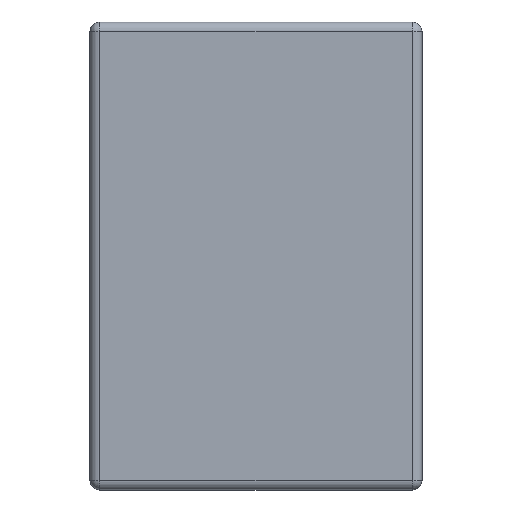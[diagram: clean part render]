
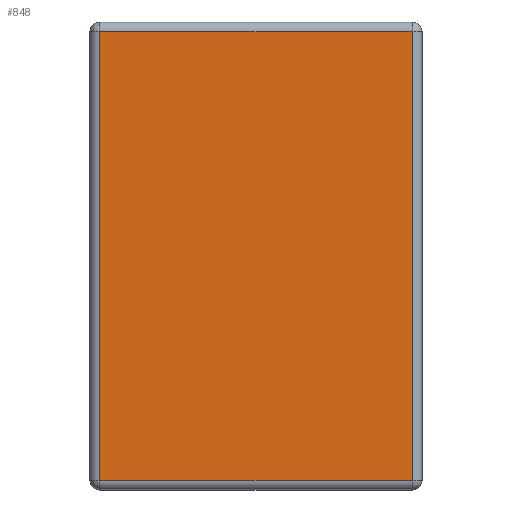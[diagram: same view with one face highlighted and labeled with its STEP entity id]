
A CAD part, left-side view. The second image highlights one B-rep face of the part: STEP entity #848.
In plain terms, the highlighted planar face has unit normal (-1, 0, 0).
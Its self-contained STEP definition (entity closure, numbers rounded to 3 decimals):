
#72 = DIRECTION ( 'NONE',  ( 0., 0., 1. ) ) ;
#121 = DIRECTION ( 'NONE',  ( 0., 0., -1. ) ) ;
#132 = DIRECTION ( 'NONE',  ( 0., 0., 1. ) ) ;
#172 = CARTESIAN_POINT ( 'NONE',  ( 0., 1.068, -1.55 ) ) ;
#523 = ORIENTED_EDGE ( 'NONE', *, *, #2032, .T. ) ;
#645 = VERTEX_POINT ( 'NONE', #4654 ) ;
#721 = CARTESIAN_POINT ( 'NONE',  ( 0., 1.1, -0.032 ) ) ;
#848 = ADVANCED_FACE ( 'NONE', ( #2885 ), #1534, .T. ) ;
#924 = VERTEX_POINT ( 'NONE', #2476 ) ;
#1311 = CARTESIAN_POINT ( 'NONE',  ( 0., 1.068, -0.032 ) ) ;
#1433 = LINE ( 'NONE', #721, #2018 ) ;
#1458 = ORIENTED_EDGE ( 'NONE', *, *, #3219, .T. ) ;
#1534 = PLANE ( 'NONE',  #1910 ) ;
#1649 = CARTESIAN_POINT ( 'NONE',  ( 0., 0.032, -0.032 ) ) ;
#1898 = CARTESIAN_POINT ( 'NONE',  ( 0., 0.032, 0. ) ) ;
#1910 = AXIS2_PLACEMENT_3D ( 'NONE', #3723, #4431, #132 ) ;
#1977 = EDGE_CURVE ( 'NONE', #645, #4466, #4093, .T. ) ;
#2018 = VECTOR ( 'NONE', #2823, 1000. ) ;
#2032 = EDGE_CURVE ( 'NONE', #924, #645, #2894, .T. ) ;
#2340 = ORIENTED_EDGE ( 'NONE', *, *, #3863, .T. ) ;
#2388 = VECTOR ( 'NONE', #72, 1000. ) ;
#2476 = CARTESIAN_POINT ( 'NONE',  ( 0., 1.068, -1.518 ) ) ;
#2599 = ORIENTED_EDGE ( 'NONE', *, *, #1977, .T. ) ;
#2807 = EDGE_LOOP ( 'NONE', ( #523, #2599, #1458, #2340 ) ) ;
#2823 = DIRECTION ( 'NONE',  ( 0., 1., 0. ) ) ;
#2852 = CARTESIAN_POINT ( 'NONE',  ( 0., 0., -1.518 ) ) ;
#2885 = FACE_OUTER_BOUND ( 'NONE', #2807, .T. ) ;
#2894 = LINE ( 'NONE', #2852, #4277 ) ;
#3219 = EDGE_CURVE ( 'NONE', #4466, #4457, #1433, .T. ) ;
#3545 = DIRECTION ( 'NONE',  ( 0., -1., 0. ) ) ;
#3711 = LINE ( 'NONE', #172, #4339 ) ;
#3723 = CARTESIAN_POINT ( 'NONE',  ( 0., 0., 0. ) ) ;
#3863 = EDGE_CURVE ( 'NONE', #4457, #924, #3711, .T. ) ;
#4093 = LINE ( 'NONE', #1898, #2388 ) ;
#4277 = VECTOR ( 'NONE', #3545, 1000. ) ;
#4339 = VECTOR ( 'NONE', #121, 1000. ) ;
#4431 = DIRECTION ( 'NONE',  ( -1., 0., 0. ) ) ;
#4457 = VERTEX_POINT ( 'NONE', #1311 ) ;
#4466 = VERTEX_POINT ( 'NONE', #1649 ) ;
#4654 = CARTESIAN_POINT ( 'NONE',  ( 0., 0.032, -1.518 ) ) ;
